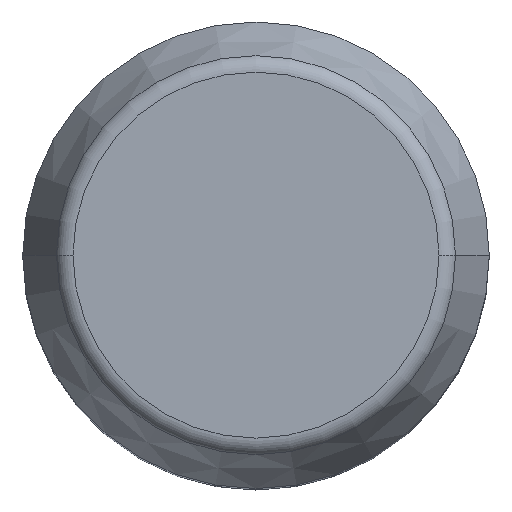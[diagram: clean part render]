
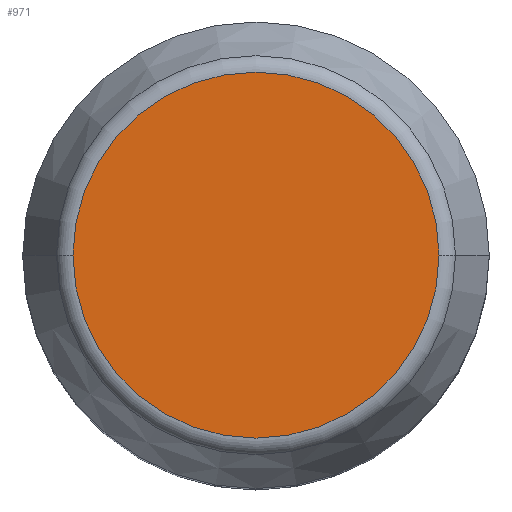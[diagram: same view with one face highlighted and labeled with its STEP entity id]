
A CAD part, top view. The second image highlights one B-rep face of the part: STEP entity #971.
In plain terms, the highlighted planar face has unit normal (0, 0, 1).
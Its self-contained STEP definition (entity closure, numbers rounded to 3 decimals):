
#50 = EDGE_CURVE ( 'NONE', #126, #693, #312, .T. ) ;
#94 = DIRECTION ( 'NONE',  ( 0., 0., 1. ) ) ;
#124 = DIRECTION ( 'NONE',  ( 0., 0., 1. ) ) ;
#126 = VERTEX_POINT ( 'NONE', #739 ) ;
#148 = CARTESIAN_POINT ( 'NONE',  ( 0., 0., 25. ) ) ;
#150 = CARTESIAN_POINT ( 'NONE',  ( -5.099, 0., 25. ) ) ;
#250 = DIRECTION ( 'NONE',  ( 1., 0., 0. ) ) ;
#312 = CIRCLE ( 'NONE', #745, 5.099 ) ;
#598 = EDGE_CURVE ( 'NONE', #693, #126, #1092, .T. ) ;
#659 = EDGE_LOOP ( 'NONE', ( #1093, #916 ) ) ;
#675 = CARTESIAN_POINT ( 'NONE',  ( 0., 0., 25. ) ) ;
#693 = VERTEX_POINT ( 'NONE', #150 ) ;
#707 = CARTESIAN_POINT ( 'NONE',  ( 0., 0., 25. ) ) ;
#739 = CARTESIAN_POINT ( 'NONE',  ( 5.099, 0., 25. ) ) ;
#745 = AXIS2_PLACEMENT_3D ( 'NONE', #148, #832, #250 ) ;
#761 = AXIS2_PLACEMENT_3D ( 'NONE', #707, #124, #811 ) ;
#767 = FACE_OUTER_BOUND ( 'NONE', #659, .T. ) ;
#780 = DIRECTION ( 'NONE',  ( 1., 0., 0. ) ) ;
#811 = DIRECTION ( 'NONE',  ( 1., 0., 0. ) ) ;
#832 = DIRECTION ( 'NONE',  ( 0., 0., 1. ) ) ;
#916 = ORIENTED_EDGE ( 'NONE', *, *, #598, .T. ) ;
#971 = ADVANCED_FACE ( 'NONE', ( #767 ), #1246, .T. ) ;
#1092 = CIRCLE ( 'NONE', #761, 5.099 ) ;
#1093 = ORIENTED_EDGE ( 'NONE', *, *, #50, .T. ) ;
#1114 = AXIS2_PLACEMENT_3D ( 'NONE', #675, #94, #780 ) ;
#1246 = PLANE ( 'NONE',  #1114 ) ;
